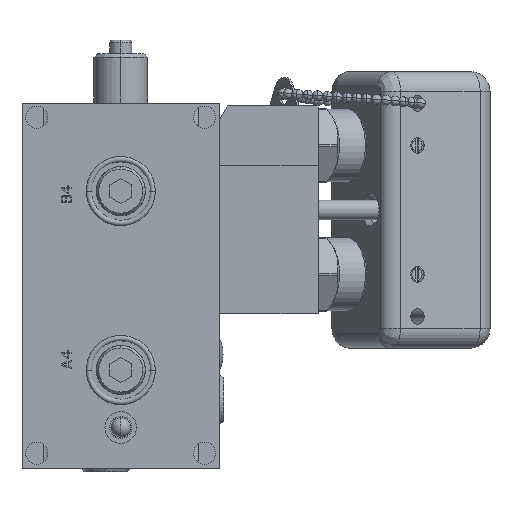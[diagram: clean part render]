
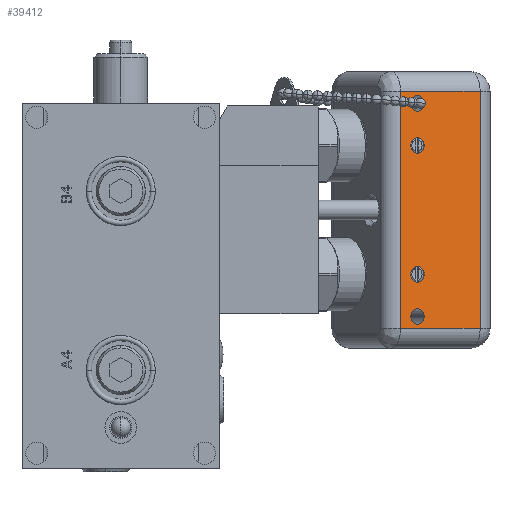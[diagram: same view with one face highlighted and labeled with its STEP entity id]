
A CAD part, front view. The second image highlights one B-rep face of the part: STEP entity #39412.
In plain terms, the highlighted face is planar.
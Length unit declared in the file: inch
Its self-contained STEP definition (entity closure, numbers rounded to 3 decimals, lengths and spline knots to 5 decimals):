
#38485=DIRECTION('',(0.,0.,-1.));
#38486=VECTOR('',#38485,3.);
#38487=CARTESIAN_POINT('',(1.55,-0.55,1.5));
#38488=LINE('',#38487,#38486);
#38489=DIRECTION('',(0.,1.,0.));
#38490=VECTOR('',#38489,1.163);
#38491=CARTESIAN_POINT('',(1.55,-0.55,1.5));
#38492=LINE('',#38491,#38490);
#38493=DIRECTION('',(0.,0.,-1.));
#38494=VECTOR('',#38493,3.);
#38495=CARTESIAN_POINT('',(1.55,0.613,1.5));
#38496=LINE('',#38495,#38494);
#38497=DIRECTION('',(0.,1.,0.));
#38498=VECTOR('',#38497,1.163);
#38499=CARTESIAN_POINT('',(1.55,-0.55,-1.5));
#38500=LINE('',#38499,#38498);
#38501=CARTESIAN_POINT('',(1.55,0.365,-0.815));
#38502=DIRECTION('',(1.,0.,0.));
#38503=DIRECTION('',(0.,-1.,0.));
#38504=AXIS2_PLACEMENT_3D('',#38501,#38502,#38503);
#38506=CARTESIAN_POINT('',(1.55,0.365,-0.815));
#38507=DIRECTION('',(1.,0.,0.));
#38508=DIRECTION('',(0.,1.,0.));
#38509=AXIS2_PLACEMENT_3D('',#38506,#38507,#38508);
#38511=CARTESIAN_POINT('',(1.55,0.365,0.815));
#38512=DIRECTION('',(1.,0.,0.));
#38513=DIRECTION('',(0.,-1.,0.));
#38514=AXIS2_PLACEMENT_3D('',#38511,#38512,#38513);
#38516=CARTESIAN_POINT('',(1.55,0.365,0.815));
#38517=DIRECTION('',(1.,0.,0.));
#38518=DIRECTION('',(0.,1.,0.));
#38519=AXIS2_PLACEMENT_3D('',#38516,#38517,#38518);
#38521=CARTESIAN_POINT('',(1.55,0.365,-1.35));
#38522=DIRECTION('',(-1.,0.,0.));
#38523=DIRECTION('',(0.,-1.,0.));
#38524=AXIS2_PLACEMENT_3D('',#38521,#38522,#38523);
#38526=CARTESIAN_POINT('',(1.55,0.365,-1.35));
#38527=DIRECTION('',(-1.,0.,0.));
#38528=DIRECTION('',(0.,1.,0.));
#38529=AXIS2_PLACEMENT_3D('',#38526,#38527,#38528);
#38531=CARTESIAN_POINT('',(1.55,0.365,1.35));
#38532=DIRECTION('',(-1.,0.,0.));
#38533=DIRECTION('',(0.,-1.,0.));
#38534=AXIS2_PLACEMENT_3D('',#38531,#38532,#38533);
#38536=CARTESIAN_POINT('',(1.55,0.365,1.35));
#38537=DIRECTION('',(-1.,0.,0.));
#38538=DIRECTION('',(0.,1.,0.));
#38539=AXIS2_PLACEMENT_3D('',#38536,#38537,#38538);
#38833=CARTESIAN_POINT('',(1.55,-0.55,1.5));
#38834=CARTESIAN_POINT('',(1.55,-0.55,-1.5));
#38835=VERTEX_POINT('',#38833);
#38836=VERTEX_POINT('',#38834);
#38861=CARTESIAN_POINT('',(1.55,0.613,1.5));
#38862=VERTEX_POINT('',#38861);
#38865=CARTESIAN_POINT('',(1.55,0.613,-1.5));
#38866=VERTEX_POINT('',#38865);
#38871=CARTESIAN_POINT('',(1.55,0.2645,-0.815));
#38872=CARTESIAN_POINT('',(1.55,0.4655,-0.815));
#38873=VERTEX_POINT('',#38871);
#38874=VERTEX_POINT('',#38872);
#38879=CARTESIAN_POINT('',(1.55,0.2645,0.815));
#38880=CARTESIAN_POINT('',(1.55,0.4655,0.815));
#38881=VERTEX_POINT('',#38879);
#38882=VERTEX_POINT('',#38880);
#38891=CARTESIAN_POINT('',(1.55,0.265,-1.35));
#38892=CARTESIAN_POINT('',(1.55,0.465,-1.35));
#38893=VERTEX_POINT('',#38891);
#38894=VERTEX_POINT('',#38892);
#38943=CARTESIAN_POINT('',(1.55,0.265,1.35));
#38944=CARTESIAN_POINT('',(1.55,0.465,1.35));
#38945=VERTEX_POINT('',#38943);
#38946=VERTEX_POINT('',#38944);
#39377=CARTESIAN_POINT('',(1.55,0.,0.));
#39378=DIRECTION('',(1.,0.,0.));
#39379=DIRECTION('',(0.,0.,1.));
#39380=AXIS2_PLACEMENT_3D('',#39377,#39378,#39379);
#39381=PLANE('',#39380);
#39382=ORIENTED_EDGE('',*,*,#39346,.F.);
#39383=ORIENTED_EDGE('',*,*,#39370,.T.);
#39384=ORIENTED_EDGE('',*,*,#39281,.T.);
#39385=ORIENTED_EDGE('',*,*,#39321,.F.);
#39386=EDGE_LOOP('',(#39382,#39383,#39384,#39385));
#39387=FACE_OUTER_BOUND('',#39386,.F.);
#39389=ORIENTED_EDGE('',*,*,#39388,.T.);
#39391=ORIENTED_EDGE('',*,*,#39390,.T.);
#39392=EDGE_LOOP('',(#39389,#39391));
#39393=FACE_BOUND('',#39392,.F.);
#39395=ORIENTED_EDGE('',*,*,#39394,.T.);
#39397=ORIENTED_EDGE('',*,*,#39396,.T.);
#39398=EDGE_LOOP('',(#39395,#39397));
#39399=FACE_BOUND('',#39398,.F.);
#39401=ORIENTED_EDGE('',*,*,#39400,.F.);
#39403=ORIENTED_EDGE('',*,*,#39402,.F.);
#39404=EDGE_LOOP('',(#39401,#39403));
#39405=FACE_BOUND('',#39404,.F.);
#39407=ORIENTED_EDGE('',*,*,#39406,.F.);
#39409=ORIENTED_EDGE('',*,*,#39408,.F.);
#39410=EDGE_LOOP('',(#39407,#39409));
#39411=FACE_BOUND('',#39410,.F.);
#38505=CIRCLE('',#38504,0.1005);
#38510=CIRCLE('',#38509,0.1005);
#38515=CIRCLE('',#38514,0.1005);
#38520=CIRCLE('',#38519,0.1005);
#38525=CIRCLE('',#38524,0.1);
#38530=CIRCLE('',#38529,0.1);
#38535=CIRCLE('',#38534,0.1);
#38540=CIRCLE('',#38539,0.1);
#39281=EDGE_CURVE('',#38862,#38866,#38496,.T.);
#39321=EDGE_CURVE('',#38836,#38866,#38500,.T.);
#39346=EDGE_CURVE('',#38835,#38836,#38488,.T.);
#39370=EDGE_CURVE('',#38835,#38862,#38492,.T.);
#39388=EDGE_CURVE('',#38873,#38874,#38505,.T.);
#39390=EDGE_CURVE('',#38874,#38873,#38510,.T.);
#39394=EDGE_CURVE('',#38881,#38882,#38515,.T.);
#39396=EDGE_CURVE('',#38882,#38881,#38520,.T.);
#39400=EDGE_CURVE('',#38893,#38894,#38525,.T.);
#39402=EDGE_CURVE('',#38894,#38893,#38530,.T.);
#39406=EDGE_CURVE('',#38945,#38946,#38535,.T.);
#39408=EDGE_CURVE('',#38946,#38945,#38540,.T.);
#39412=ADVANCED_FACE('',(#39387,#39393,#39399,#39405,#39411),#39381,.T.);
